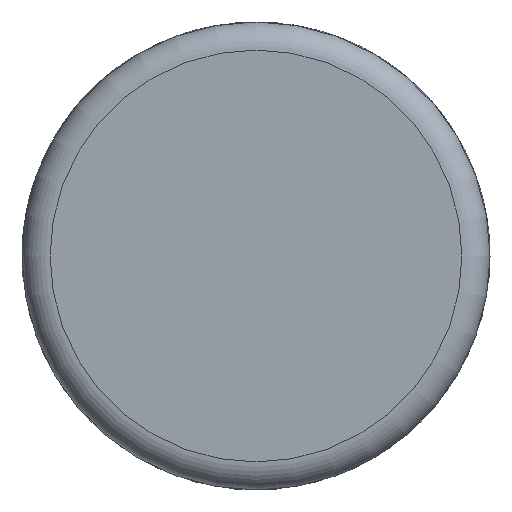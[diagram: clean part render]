
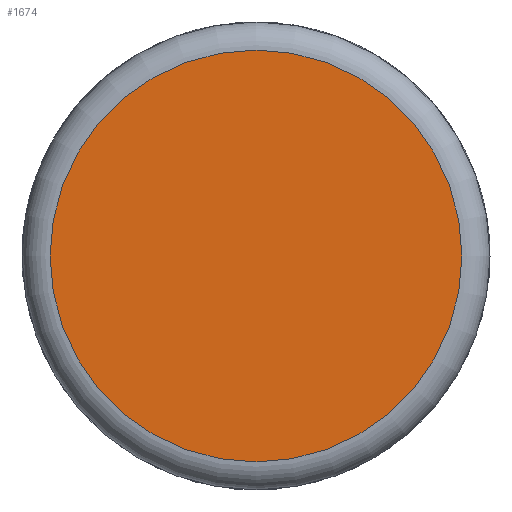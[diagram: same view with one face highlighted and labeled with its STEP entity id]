
A CAD part, front view. The second image highlights one B-rep face of the part: STEP entity #1674.
In plain terms, the highlighted planar face has unit normal (0, -1, 0).
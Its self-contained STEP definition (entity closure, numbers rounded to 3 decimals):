
#87=PLANE('',#1912);
#400=FACE_OUTER_BOUND('',#500,.T.);
#500=EDGE_LOOP('',(#1165,#1166));
#598=CIRCLE('',#1883,2.2);
#599=CIRCLE('',#1884,2.2);
#669=VERTEX_POINT('',#2349);
#670=VERTEX_POINT('',#2351);
#838=EDGE_CURVE('',#670,#669,#598,.T.);
#839=EDGE_CURVE('',#669,#670,#599,.T.);
#1165=ORIENTED_EDGE('',*,*,#838,.T.);
#1166=ORIENTED_EDGE('',*,*,#839,.T.);
#1674=ADVANCED_FACE('',(#400),#87,.F.);
#1883=AXIS2_PLACEMENT_3D('',#2352,#2017,#2018);
#1884=AXIS2_PLACEMENT_3D('',#2353,#2019,#2020);
#1912=AXIS2_PLACEMENT_3D('',#3021,#2081,#2082);
#2017=DIRECTION('center_axis',(0.,-1.,0.));
#2018=DIRECTION('ref_axis',(0.,0.,1.));
#2019=DIRECTION('center_axis',(0.,-1.,0.));
#2020=DIRECTION('ref_axis',(0.,0.,1.));
#2081=DIRECTION('center_axis',(0.,1.,0.));
#2082=DIRECTION('ref_axis',(0.,0.,1.));
#2349=CARTESIAN_POINT('',(0.,0.,-2.2));
#2351=CARTESIAN_POINT('',(0.,0.,2.2));
#2352=CARTESIAN_POINT('Origin',(0.,0.,0.));
#2353=CARTESIAN_POINT('Origin',(0.,0.,0.));
#3021=CARTESIAN_POINT('Origin',(0.,0.,0.));
